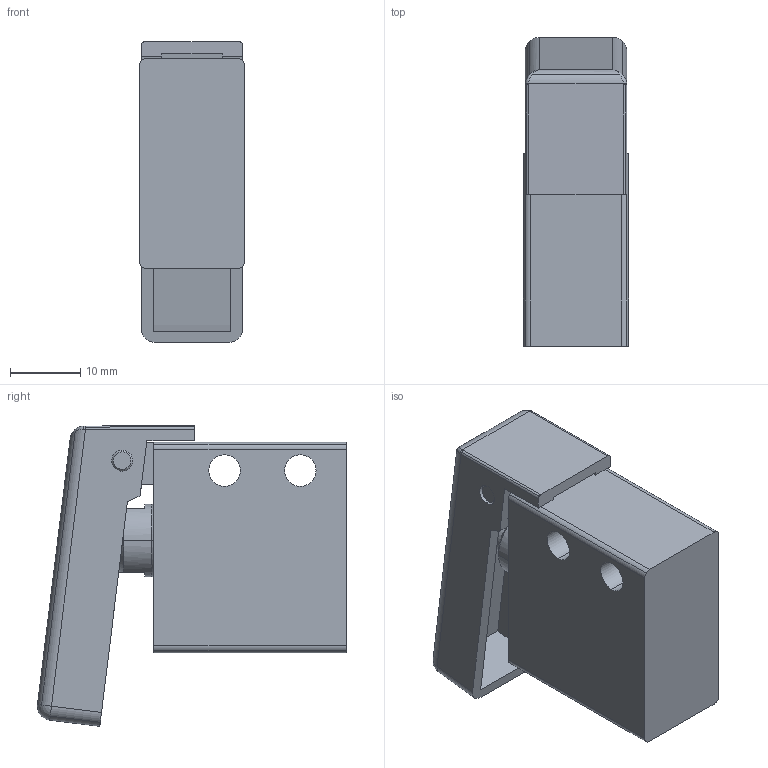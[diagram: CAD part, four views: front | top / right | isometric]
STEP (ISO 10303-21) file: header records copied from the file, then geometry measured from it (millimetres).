
FILE_DESCRIPTION((''),'2;1');
FILE_NAME('08_224_4.stp','2002-12-02T20:30:09',('Branislav Petkovic'),('AZ Pneumatica'),'AutoCAD STEP 2000i','AutoCAD 2000i','Via J. F. Kennedy, 26, 20020 Misinto (MI), ITALY');
FILE_SCHEMA(('CONFIG_CONTROL_DESIGN'));
Length unit declared in the file: millimetre
Products named in the file (8): 08_224_4; 305MRUL TELO; PART1; PIPAK 304 MA; PART1AA; PLASTICNA POLUGA CRVENA; PART1A; OSOVINA
Assembly tree (7 placements, depth 3):
  08_224_4
    305MRUL TELO
      PART1
    PIPAK 304 MA
      PART1AA
    PLASTICNA POLUGA CRVENA
      PART1A
      OSOVINA
Bounding box: 15 x 44.09 x 42.87 mm (x, y, z)
Surface area: 8391 mm2 (no closed solid volume)
Topology: 0 solids, 4 shells, 164 faces, 424 edges, 270 vertices
Faces by surface type: cylinder 92, plane 46, cone 14, bspline 10, sphere 2
Entity records: 9245 total; most frequent: CARTESIAN_POINT 5176, ORIENTED_EDGE 840, DIRECTION 770, EDGE_CURVE 420, AXIS2_PLACEMENT_3D 288, VERTEX_POINT 270, VECTOR 194, LINE 194
